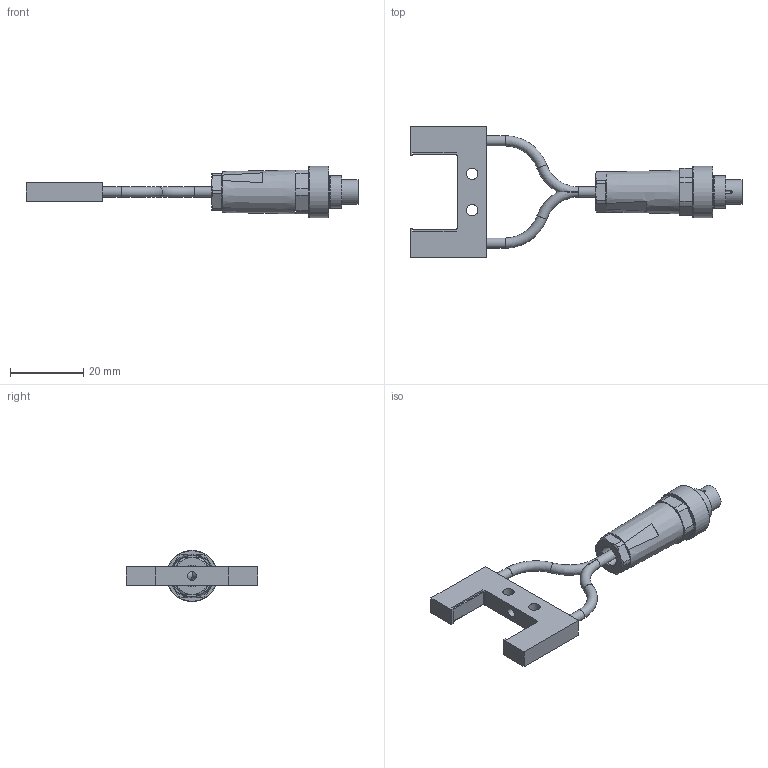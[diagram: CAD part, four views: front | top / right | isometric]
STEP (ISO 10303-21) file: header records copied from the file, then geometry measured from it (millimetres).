
FILE_DESCRIPTION(/* description */ (''),/* implementation_level */ '2;1');
FILE_NAME(/* name */ 'OHSI0117.stp',/* time_stamp */ '2017-03-27T14:43:28+02:00',/* author */ ('gelzhaeuser'),/* organization */ (''),/* preprocessor_version */ 'ST-DEVELOPER v15.2',/* originating_system */ 'Autodesk Inventor 2014',/* authorisation */ '');
FILE_SCHEMA (('AUTOMOTIVE_DESIGN { 1 0 10303 214 3 1 1 }'));
Length unit declared in the file: millimetre
Products named in the file (1): OHSI0117
Bounding box: 90.8 x 36 x 14 mm (x, y, z)
Volume: 6388.6 mm3; surface area: 4906.2 mm2
Topology: 1 solids, 1 shells, 132 faces, 330 edges, 213 vertices
Faces by surface type: plane 61, cylinder 43, cone 11, sphere 10, torus 5, bspline 2
Full cylindrical faces by diameter (mm): 0.5 x8, 2.459 x1, 2.8 x3, 3.1 x2, 5.5 x1, 6 x1, 6.8 x1, 7.5 x1, 8 x1, 9 x2, 10 x2, 14 x1
Entity records: 3788 total; most frequent: CARTESIAN_POINT 773, DIRECTION 604, ORIENTED_EDGE 516, EDGE_CURVE 258, AXIS2_PLACEMENT_3D 236, EDGE_LOOP 198, VERTEX_POINT 186, FACE_OUTER_BOUND 132
